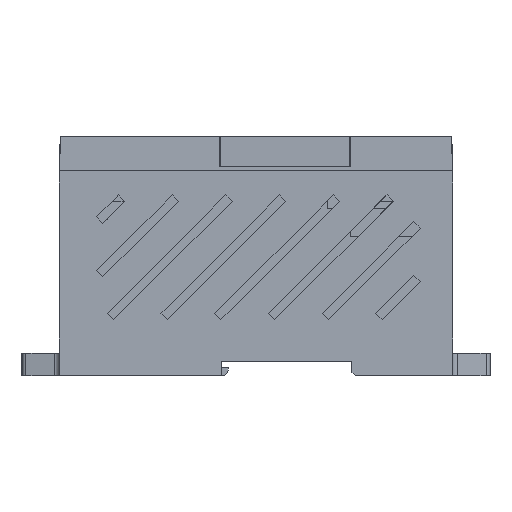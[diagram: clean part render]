
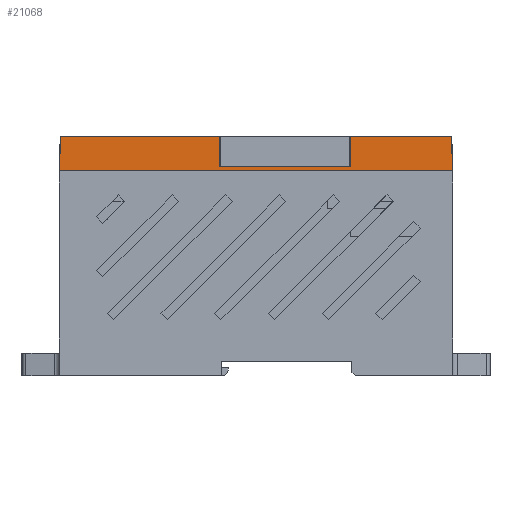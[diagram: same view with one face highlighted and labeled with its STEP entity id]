
A CAD part, left-side view. The second image highlights one B-rep face of the part: STEP entity #21068.
In plain terms, the highlighted planar face has unit normal (-1, 0, 0.018).
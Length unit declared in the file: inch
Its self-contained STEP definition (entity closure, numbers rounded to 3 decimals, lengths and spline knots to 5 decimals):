
#10988 = VERTEX_POINT ( 'NONE', #39594 ) ;
#10992 = EDGE_CURVE ( 'NONE', #10988, #10994, #39713, .T. ) ;
#10994 = VERTEX_POINT ( 'NONE', #39707 ) ;
#11081 = VERTEX_POINT ( 'NONE', #39979 ) ;
#11084 = EDGE_CURVE ( 'NONE', #11081, #78673, #39974, .T. ) ;
#15061 = DIRECTION ( 'NONE',  ( 0.017, -0.051, 0.999 ) ) ;
#15062 = VECTOR ( 'NONE', #15061, 39.37008 ) ;
#15064 = CARTESIAN_POINT ( 'NONE',  ( -3.27307, 4.23799, 4.84631 ) ) ;
#15065 = LINE ( 'NONE', #15064, #15062 ) ;
#15254 = CARTESIAN_POINT ( 'NONE',  ( -3.26244, 4.20704, 5.4551 ) ) ;
#16986 = DIRECTION ( 'NONE',  ( -0.017, -0.051, -0.999 ) ) ;
#16987 = VECTOR ( 'NONE', #16986, 39.37008 ) ;
#16988 = CARTESIAN_POINT ( 'NONE',  ( -3.27986, -0.05363, 4.45723 ) ) ;
#16989 = LINE ( 'NONE', #16988, #16987 ) ;
#17208 = CARTESIAN_POINT ( 'NONE',  ( -3.26244, -0.00291, 5.4551 ) ) ;
#17767 = LINE ( 'NONE', #18329, #19082 ) ;
#18329 = CARTESIAN_POINT ( 'NONE',  ( -3.26245, 1.08707, 5.4546 ) ) ;
#18636 = PLANE ( 'NONE',  #18778 ) ;
#18689 = FACE_OUTER_BOUND ( 'NONE', #21069, .T. ) ;
#18764 = DIRECTION ( 'NONE',  ( 0., 1., 0. ) ) ;
#18765 = VECTOR ( 'NONE', #18764, 39.37008 ) ;
#18768 = CARTESIAN_POINT ( 'NONE',  ( -3.26244, 0., 5.4551 ) ) ;
#18769 = LINE ( 'NONE', #18768, #18765 ) ;
#18773 = DIRECTION ( 'NONE',  ( 0.017, 0., 1. ) ) ;
#18775 = DIRECTION ( 'NONE',  ( -1., 0., 0.017 ) ) ;
#18777 = CARTESIAN_POINT ( 'NONE',  ( -3.26245, 0., 5.4546 ) ) ;
#18778 = AXIS2_PLACEMENT_3D ( 'NONE', #18777, #18775, #18773 ) ;
#19055 = DIRECTION ( 'NONE',  ( 0.017, 0., 1. ) ) ;
#19056 = VECTOR ( 'NONE', #19055, 39.37008 ) ;
#19058 = CARTESIAN_POINT ( 'NONE',  ( -3.2617, 2.48707, 5.49744 ) ) ;
#19059 = LINE ( 'NONE', #19058, #19056 ) ;
#19065 = CARTESIAN_POINT ( 'NONE',  ( -3.2617, 2.48707, 5.49745 ) ) ;
#19067 = DIRECTION ( 'NONE',  ( 0., -1., 0. ) ) ;
#19069 = VECTOR ( 'NONE', #19067, 39.37008 ) ;
#19070 = CARTESIAN_POINT ( 'NONE',  ( -3.2617, 1.08707, 5.49745 ) ) ;
#19072 = LINE ( 'NONE', #19070, #19069 ) ;
#19078 = CARTESIAN_POINT ( 'NONE',  ( -3.2617, 1.08707, 5.49745 ) ) ;
#19080 = DIRECTION ( 'NONE',  ( 0.017, 0., 1. ) ) ;
#19082 = VECTOR ( 'NONE', #19080, 39.37008 ) ;
#19895 = EDGE_CURVE ( 'NONE', #19927, #11081, #15065, .T. ) ;
#19927 = VERTEX_POINT ( 'NONE', #15254 ) ;
#20642 = EDGE_CURVE ( 'NONE', #10994, #20670, #16989, .T. ) ;
#20670 = VERTEX_POINT ( 'NONE', #17208 ) ;
#21048 = ORIENTED_EDGE ( 'NONE', *, *, #19895, .F. ) ;
#21068 = ADVANCED_FACE ( 'NONE', ( #18689 ), #18636, .T. ) ;
#21069 = EDGE_LOOP ( 'NONE', ( #21070, #21075, #21077, #23432, #21181, #21187, #21191, #21048 ) ) ;
#21070 = ORIENTED_EDGE ( 'NONE', *, *, #21072, .F. ) ;
#21072 = EDGE_CURVE ( 'NONE', #20670, #19927, #18769, .T. ) ;
#21075 = ORIENTED_EDGE ( 'NONE', *, *, #20642, .F. ) ;
#21077 = ORIENTED_EDGE ( 'NONE', *, *, #10992, .F. ) ;
#21176 = EDGE_CURVE ( 'NONE', #21179, #10988, #17767, .T. ) ;
#21179 = VERTEX_POINT ( 'NONE', #19078 ) ;
#21181 = ORIENTED_EDGE ( 'NONE', *, *, #21184, .F. ) ;
#21184 = EDGE_CURVE ( 'NONE', #21186, #21179, #19072, .T. ) ;
#21186 = VERTEX_POINT ( 'NONE', #19065 ) ;
#21187 = ORIENTED_EDGE ( 'NONE', *, *, #21190, .T. ) ;
#21190 = EDGE_CURVE ( 'NONE', #21186, #78673, #19059, .T. ) ;
#21191 = ORIENTED_EDGE ( 'NONE', *, *, #11084, .F. ) ;
#23432 = ORIENTED_EDGE ( 'NONE', *, *, #21176, .F. ) ;
#39594 = CARTESIAN_POINT ( 'NONE',  ( -3.25603, 1.08707, 5.82245 ) ) ;
#39707 = CARTESIAN_POINT ( 'NONE',  ( -3.25603, 0.01577, 5.82245 ) ) ;
#39709 = DIRECTION ( 'NONE',  ( 0., -1., 0. ) ) ;
#39710 = VECTOR ( 'NONE', #39709, 39.37008 ) ;
#39712 = CARTESIAN_POINT ( 'NONE',  ( -3.25603, -1.73599, 5.82245 ) ) ;
#39713 = LINE ( 'NONE', #39712, #39710 ) ;
#39970 = DIRECTION ( 'NONE',  ( 0., -1., 0. ) ) ;
#39971 = VECTOR ( 'NONE', #39970, 39.37008 ) ;
#39973 = CARTESIAN_POINT ( 'NONE',  ( -3.25603, -1.73599, 5.82245 ) ) ;
#39974 = LINE ( 'NONE', #39973, #39971 ) ;
#39979 = CARTESIAN_POINT ( 'NONE',  ( -3.25603, 4.18837, 5.82245 ) ) ;
#68306 = CARTESIAN_POINT ( 'NONE',  ( -3.25603, 2.48707, 5.82245 ) ) ;
#78673 = VERTEX_POINT ( 'NONE', #68306 ) ;
